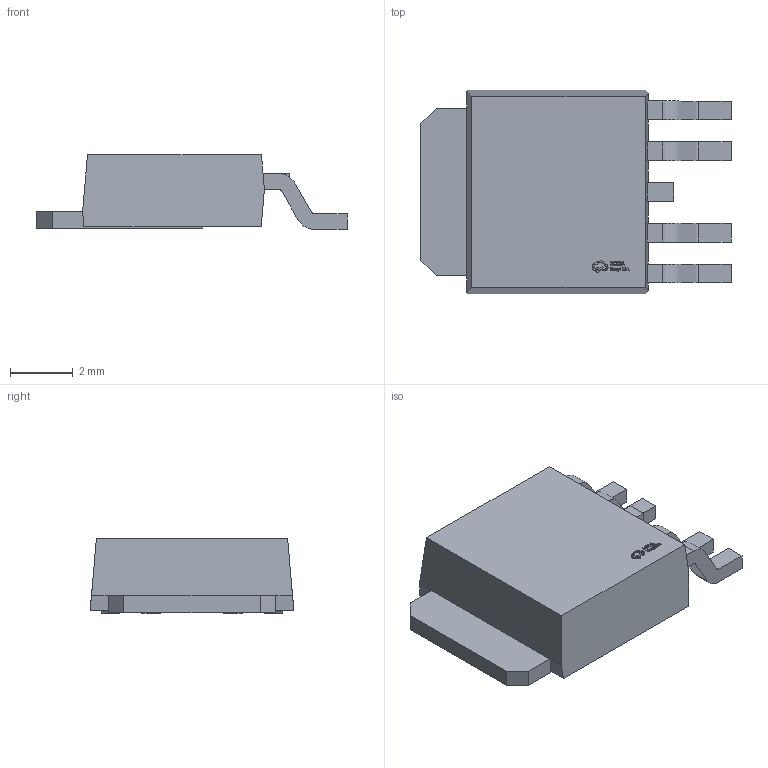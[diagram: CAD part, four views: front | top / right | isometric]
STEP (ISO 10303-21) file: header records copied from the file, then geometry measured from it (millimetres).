
FILE_DESCRIPTION (( 'STEP AP214' ), '1' );
FILE_NAME ('TO-252-4_L6.5-W5.8-P1.30-LS9.9-BR.STEP', '2023-02-17T13:35:39', ( '' ), ( '' ), 'SwSTEP 2.0', 'SolidWorks 2020', '' );
FILE_SCHEMA (( 'AUTOMOTIVE_DESIGN' ));
Length unit declared in the file: millimetre
Products named in the file (1): TO-252-4_L6.5-W5.8-P1.30-LS9.9-BR
Bounding box: 9.9 x 6.5 x 2.39 mm (x, y, z)
Volume: 91.7 mm3; surface area: 174.6 mm2
Topology: 1 solids, 1 shells, 302 faces, 829 edges, 548 vertices
Faces by surface type: plane 188, bspline 98, cylinder 16
Entity records: 13361 total; most frequent: CARTESIAN_POINT 2986, ORIENTED_EDGE 1658, DIRECTION 1071, EDGE_CURVE 829, LINE 597, VECTOR 597, VERTEX_POINT 548, EDGE_LOOP 321
